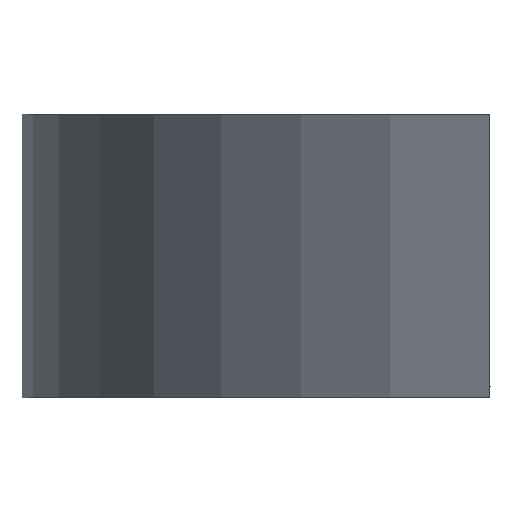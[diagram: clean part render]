
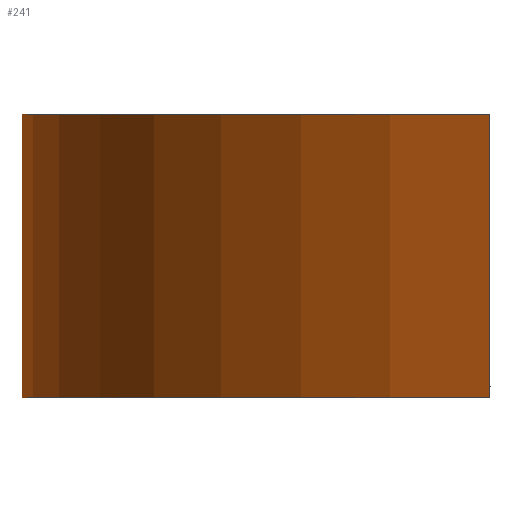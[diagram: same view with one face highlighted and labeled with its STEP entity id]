
A CAD part, left-side view. The second image highlights one B-rep face of the part: STEP entity #241.
In plain terms, the highlighted cylindrical face has radius 167.406 mm (diameter 334.812 mm), a partial arc.
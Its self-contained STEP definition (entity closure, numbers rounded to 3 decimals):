
#41=B_SPLINE_CURVE_WITH_KNOTS('',3,(#553,#554,#555,#556),.UNSPECIFIED.,
 .F.,.F.,(4,4),(-4.9,0.),.UNSPECIFIED.);
#56=FACE_OUTER_BOUND('',#70,.T.);
#70=EDGE_LOOP('',(#216,#217,#218,#219));
#74=LINE('',#337,#78);
#78=VECTOR('',#289,10.);
#88=CIRCLE('',#268,167.406);
#89=CIRCLE('',#270,167.406);
#97=VERTEX_POINT('',#334);
#98=VERTEX_POINT('',#336);
#108=VERTEX_POINT('',#404);
#109=VERTEX_POINT('',#414);
#121=EDGE_CURVE('',#97,#98,#74,.T.);
#135=EDGE_CURVE('',#97,#108,#88,.T.);
#136=EDGE_CURVE('',#109,#98,#89,.T.);
#149=EDGE_CURVE('',#108,#109,#41,.T.);
#216=ORIENTED_EDGE('',*,*,#149,.T.);
#217=ORIENTED_EDGE('',*,*,#136,.T.);
#218=ORIENTED_EDGE('',*,*,#121,.F.);
#219=ORIENTED_EDGE('',*,*,#135,.T.);
#228=CYLINDRICAL_SURFACE('',#276,167.406);
#241=ADVANCED_FACE('',(#56),#228,.T.);
#268=AXIS2_PLACEMENT_3D('',#412,#305,#306);
#270=AXIS2_PLACEMENT_3D('',#415,#309,#310);
#276=AXIS2_PLACEMENT_3D('',#616,#321,#322);
#289=DIRECTION('',(0.,0.,-1.));
#305=DIRECTION('center_axis',(0.,0.,-1.));
#306=DIRECTION('ref_axis',(0.132,0.991,0.));
#309=DIRECTION('center_axis',(0.,0.,1.));
#310=DIRECTION('ref_axis',(0.132,0.991,0.));
#321=DIRECTION('center_axis',(0.,0.,-1.));
#322=DIRECTION('ref_axis',(0.132,0.991,0.));
#334=CARTESIAN_POINT('',(-1052.448,-94.449,-203.63));
#336=CARTESIAN_POINT('',(-1052.448,-94.449,-252.63));
#337=CARTESIAN_POINT('',(-1052.448,-94.449,-252.63));
#404=CARTESIAN_POINT('',(-893.621,-14.251,-203.63));
#412=CARTESIAN_POINT('Origin',(-909.115,-180.939,-203.63));
#414=CARTESIAN_POINT('',(-893.621,-14.251,-252.63));
#415=CARTESIAN_POINT('Origin',(-909.115,-180.939,-252.63));
#553=CARTESIAN_POINT('Ctrl Pts',(-893.621,-14.251,-203.63));
#554=CARTESIAN_POINT('Ctrl Pts',(-893.621,-14.251,-219.964));
#555=CARTESIAN_POINT('Ctrl Pts',(-893.621,-14.251,-236.297));
#556=CARTESIAN_POINT('Ctrl Pts',(-893.621,-14.251,-252.63));
#616=CARTESIAN_POINT('Origin',(-909.115,-180.939,-252.63));
